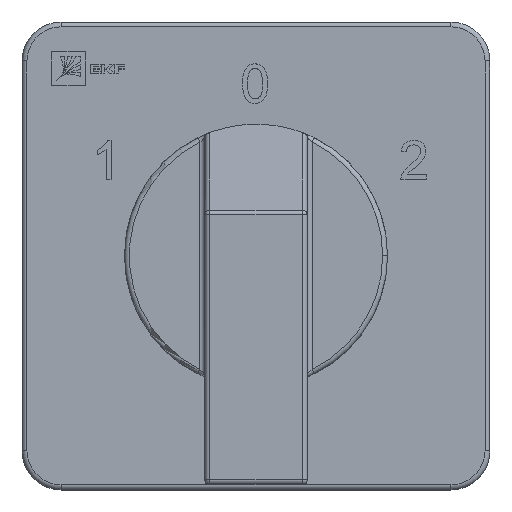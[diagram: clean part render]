
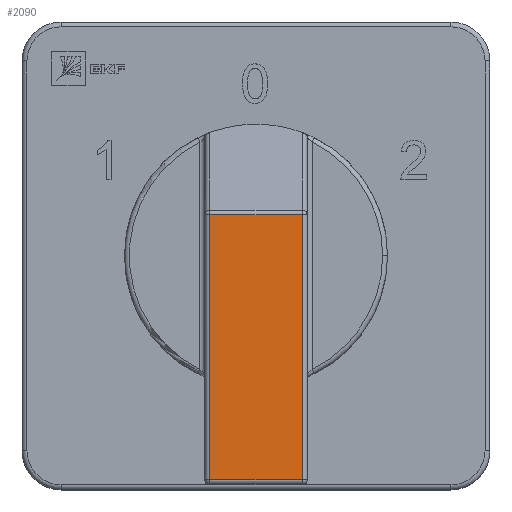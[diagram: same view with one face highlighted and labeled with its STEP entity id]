
A CAD part, top view. The second image highlights one B-rep face of the part: STEP entity #2090.
In plain terms, the highlighted planar face has unit normal (0, 0, 1).
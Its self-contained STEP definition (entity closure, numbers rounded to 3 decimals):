
#472 = EDGE_CURVE ( 'NONE', #3629, #5497, #6724, .T. ) ;
#588 = VECTOR ( 'NONE', #12272, 1000. ) ;
#616 = EDGE_CURVE ( 'NONE', #5497, #17564, #4384, .T. ) ;
#686 = CARTESIAN_POINT ( 'NONE',  ( 4.75, -23., 23.5 ) ) ;
#2090 = ADVANCED_FACE ( 'NONE', ( #16572 ), #8284, .F. ) ;
#2669 = ORIENTED_EDGE ( 'NONE', *, *, #616, .T. ) ;
#2808 = AXIS2_PLACEMENT_3D ( 'NONE', #8141, #6746, #18406 ) ;
#2947 = CARTESIAN_POINT ( 'NONE',  ( 4.75, 4.203, 23.5 ) ) ;
#3174 = EDGE_CURVE ( 'NONE', #17564, #4706, #9705, .T. ) ;
#3629 = VERTEX_POINT ( 'NONE', #10913 ) ;
#4384 = LINE ( 'NONE', #6434, #20546 ) ;
#4706 = VERTEX_POINT ( 'NONE', #2947 ) ;
#4974 = DIRECTION ( 'NONE',  ( -1., 0., 0. ) ) ;
#5497 = VERTEX_POINT ( 'NONE', #14097 ) ;
#6201 = VECTOR ( 'NONE', #6832, 1000. ) ;
#6434 = CARTESIAN_POINT ( 'NONE',  ( 5.25, -23., 23.5 ) ) ;
#6460 = ORIENTED_EDGE ( 'NONE', *, *, #10292, .T. ) ;
#6724 = LINE ( 'NONE', #15131, #6201 ) ;
#6746 = DIRECTION ( 'NONE',  ( 0., 0., -1. ) ) ;
#6832 = DIRECTION ( 'NONE',  ( 0., -1., 0. ) ) ;
#8141 = CARTESIAN_POINT ( 'NONE',  ( 5.25, 4.5, 23.5 ) ) ;
#8284 = PLANE ( 'NONE',  #2808 ) ;
#9705 = LINE ( 'NONE', #13827, #588 ) ;
#10292 = EDGE_CURVE ( 'NONE', #4706, #3629, #15479, .T. ) ;
#10913 = CARTESIAN_POINT ( 'NONE',  ( -4.75, 4.203, 23.5 ) ) ;
#12272 = DIRECTION ( 'NONE',  ( 0., 1., 0. ) ) ;
#13827 = CARTESIAN_POINT ( 'NONE',  ( 4.75, 4.5, 23.5 ) ) ;
#14097 = CARTESIAN_POINT ( 'NONE',  ( -4.75, -23., 23.5 ) ) ;
#15131 = CARTESIAN_POINT ( 'NONE',  ( -4.75, -23.5, 23.5 ) ) ;
#15479 = LINE ( 'NONE', #20193, #16279 ) ;
#16279 = VECTOR ( 'NONE', #4974, 1000. ) ;
#16572 = FACE_OUTER_BOUND ( 'NONE', #20303, .T. ) ;
#17564 = VERTEX_POINT ( 'NONE', #686 ) ;
#18106 = DIRECTION ( 'NONE',  ( 1., 0., 0. ) ) ;
#18406 = DIRECTION ( 'NONE',  ( 0., 1., 0. ) ) ;
#18427 = ORIENTED_EDGE ( 'NONE', *, *, #472, .T. ) ;
#20193 = CARTESIAN_POINT ( 'NONE',  ( 5.25, 4.203, 23.5 ) ) ;
#20303 = EDGE_LOOP ( 'NONE', ( #21079, #6460, #18427, #2669 ) ) ;
#20546 = VECTOR ( 'NONE', #18106, 1000. ) ;
#21079 = ORIENTED_EDGE ( 'NONE', *, *, #3174, .T. ) ;
